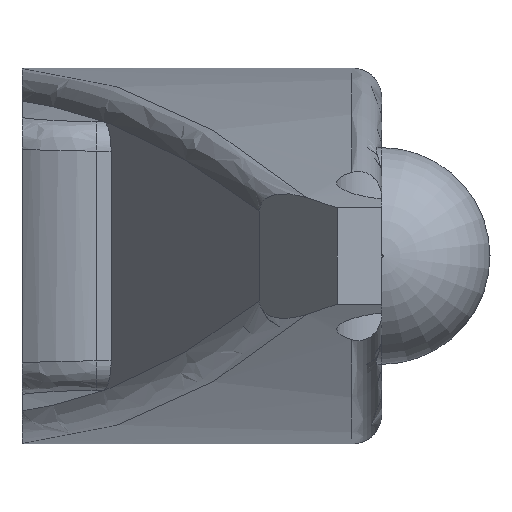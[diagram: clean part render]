
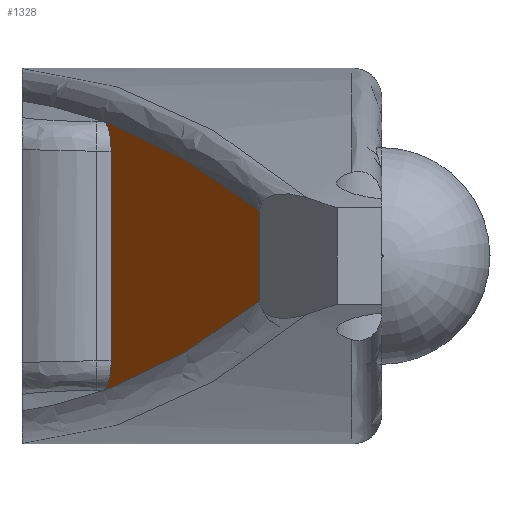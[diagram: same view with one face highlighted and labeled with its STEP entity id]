
A CAD part, left-side view. The second image highlights one B-rep face of the part: STEP entity #1328.
In plain terms, the highlighted planar face has unit normal (-0.27, 0.963, 0).
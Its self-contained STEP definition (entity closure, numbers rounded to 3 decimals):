
#139 = EDGE_CURVE ( 'NONE', #1982, #1088, #528, .T. ) ;
#149 = CARTESIAN_POINT ( 'NONE',  ( -33.918, 5.76, 16.658 ) ) ;
#206 = VERTEX_POINT ( 'NONE', #414 ) ;
#364 = CARTESIAN_POINT ( 'NONE',  ( -21.685, 9.196, 18.305 ) ) ;
#391 = CARTESIAN_POINT ( 'NONE',  ( -21.99, 9.11, 10.303 ) ) ;
#414 = CARTESIAN_POINT ( 'NONE',  ( -21.99, 9.11, 18.272 ) ) ;
#427 = LINE ( 'NONE', #1698, #1655 ) ;
#428 = EDGE_CURVE ( 'NONE', #908, #1999, #1888, .T. ) ;
#439 = DIRECTION ( 'NONE',  ( 0., 0., -1. ) ) ;
#445 = CARTESIAN_POINT ( 'NONE',  ( -21.99, 9.11, 9.401 ) ) ;
#451 = ORIENTED_EDGE ( 'NONE', *, *, #2246, .F. ) ;
#458 = B_SPLINE_CURVE_WITH_KNOTS ( 'NONE', 3,
 ( #2103, #1013, #2130, #1537 ),
 .UNSPECIFIED., .F., .F.,
 ( 4, 4 ),
 ( 0., 0.111 ),
 .UNSPECIFIED. ) ;
#467 = VERTEX_POINT ( 'NONE', #2310 ) ;
#528 =( BOUNDED_CURVE ( )  B_SPLINE_CURVE ( 3, ( #2263, #2045, #1527, #2284 ),
 .UNSPECIFIED., .F., .F. ) 
 B_SPLINE_CURVE_WITH_KNOTS ( ( 4, 4 ),
 ( 1.671, 3.142 ),
 .UNSPECIFIED. ) 
 CURVE ( )  GEOMETRIC_REPRESENTATION_ITEM ( )  RATIONAL_B_SPLINE_CURVE ( ( 1., 0.828, 0.828, 1. ) ) 
 REPRESENTATION_ITEM ( '' )  );
#533 = AXIS2_PLACEMENT_3D ( 'NONE', #1370, #784, #1928 ) ;
#565 = CARTESIAN_POINT ( 'NONE',  ( -21.09, 9.363, 9.308 ) ) ;
#581 = CARTESIAN_POINT ( 'NONE',  ( -21.99, 9.11, 10.303 ) ) ;
#614 = EDGE_LOOP ( 'NONE', ( #1915, #2366, #1031, #843, #2258, #451, #1724, #790 ) ) ;
#629 = CARTESIAN_POINT ( 'NONE',  ( -21.99, 9.11, 0. ) ) ;
#645 = CARTESIAN_POINT ( 'NONE',  ( -39.793, 4.11, 15.347 ) ) ;
#654 = EDGE_CURVE ( 'NONE', #1003, #1764, #427, .T. ) ;
#781 = CARTESIAN_POINT ( 'NONE',  ( -21.385, 9.28, 18.336 ) ) ;
#784 = DIRECTION ( 'NONE',  ( -0.27, 0.963, 0. ) ) ;
#790 = ORIENTED_EDGE ( 'NONE', *, *, #654, .T. ) ;
#808 = CARTESIAN_POINT ( 'NONE',  ( -27.977, 7.429, 10.039 ) ) ;
#843 = ORIENTED_EDGE ( 'NONE', *, *, #1754, .T. ) ;
#908 = VERTEX_POINT ( 'NONE', #391 ) ;
#920 = CARTESIAN_POINT ( 'NONE',  ( -21.99, 9.11, 18.272 ) ) ;
#1003 = VERTEX_POINT ( 'NONE', #2293 ) ;
#1013 = CARTESIAN_POINT ( 'NONE',  ( -21.685, 9.196, 9.369 ) ) ;
#1019 = CARTESIAN_POINT ( 'NONE',  ( -21.09, 9.363, 18.366 ) ) ;
#1031 = ORIENTED_EDGE ( 'NONE', *, *, #139, .T. ) ;
#1088 = VERTEX_POINT ( 'NONE', #2364 ) ;
#1153 = DIRECTION ( 'NONE',  ( 0., 0., 1. ) ) ;
#1227 = EDGE_CURVE ( 'NONE', #1764, #206, #1877, .T. ) ;
#1328 = ADVANCED_FACE ( 'NONE', ( #1658 ), #1549, .T. ) ;
#1370 = CARTESIAN_POINT ( 'NONE',  ( -3.98, 14.169, 7.507 ) ) ;
#1446 = CARTESIAN_POINT ( 'NONE',  ( -39.793, 4.11, 15.347 ) ) ;
#1460 =( BOUNDED_CURVE ( )  B_SPLINE_CURVE ( 3, ( #445, #808, #1573, #2358 ),
 .UNSPECIFIED., .F., .F. ) 
 B_SPLINE_CURVE_WITH_KNOTS ( ( 4, 4 ),
 ( 4.819, 4.932 ),
 .UNSPECIFIED. ) 
 CURVE ( )  GEOMETRIC_REPRESENTATION_ITEM ( )  RATIONAL_B_SPLINE_CURVE ( ( 1., 0.999, 0.999, 1. ) ) 
 REPRESENTATION_ITEM ( '' )  );
#1527 = CARTESIAN_POINT ( 'NONE',  ( -21.99, 9.11, 17.911 ) ) ;
#1537 = CARTESIAN_POINT ( 'NONE',  ( -21.09, 9.363, 9.308 ) ) ;
#1549 = PLANE ( 'NONE',  #533 ) ;
#1573 = CARTESIAN_POINT ( 'NONE',  ( -33.918, 5.76, 11.015 ) ) ;
#1655 = VECTOR ( 'NONE', #1153, 1000. ) ;
#1658 = FACE_OUTER_BOUND ( 'NONE', #614, .T. ) ;
#1688 = CARTESIAN_POINT ( 'NONE',  ( -21.99, 9.11, 9.763 ) ) ;
#1698 = CARTESIAN_POINT ( 'NONE',  ( -39.793, 4.11, 7.507 ) ) ;
#1724 = ORIENTED_EDGE ( 'NONE', *, *, #2016, .T. ) ;
#1754 = EDGE_CURVE ( 'NONE', #1088, #908, #2328, .T. ) ;
#1756 = CARTESIAN_POINT ( 'NONE',  ( -21.09, 9.363, 9.308 ) ) ;
#1764 = VERTEX_POINT ( 'NONE', #645 ) ;
#1877 =( BOUNDED_CURVE ( )  B_SPLINE_CURVE ( 3, ( #1446, #149, #2039, #920 ),
 .UNSPECIFIED., .F., .F. ) 
 B_SPLINE_CURVE_WITH_KNOTS ( ( 4, 4 ),
 ( 1.351, 1.465 ),
 .UNSPECIFIED. ) 
 CURVE ( )  GEOMETRIC_REPRESENTATION_ITEM ( )  RATIONAL_B_SPLINE_CURVE ( ( 1., 0.999, 0.999, 1. ) ) 
 REPRESENTATION_ITEM ( '' )  );
#1888 =( BOUNDED_CURVE ( )  B_SPLINE_CURVE ( 3, ( #581, #1688, #2435, #565 ),
 .UNSPECIFIED., .F., .T. ) 
 B_SPLINE_CURVE_WITH_KNOTS ( ( 4, 4 ),
 ( 3.142, 4.612 ),
 .UNSPECIFIED. ) 
 CURVE ( )  GEOMETRIC_REPRESENTATION_ITEM ( )  RATIONAL_B_SPLINE_CURVE ( ( 1., 0.828, 0.828, 1. ) ) 
 REPRESENTATION_ITEM ( '' )  );
#1897 = B_SPLINE_CURVE_WITH_KNOTS ( 'NONE', 3,
 ( #2056, #781, #364, #2082 ),
 .UNSPECIFIED., .F., .F.,
 ( 4, 4 ),
 ( 0.889, 1. ),
 .UNSPECIFIED. ) ;
#1902 = EDGE_CURVE ( 'NONE', #1982, #206, #1897, .T. ) ;
#1915 = ORIENTED_EDGE ( 'NONE', *, *, #1227, .T. ) ;
#1928 = DIRECTION ( 'NONE',  ( -0.963, -0.27, 0. ) ) ;
#1982 = VERTEX_POINT ( 'NONE', #1019 ) ;
#1999 = VERTEX_POINT ( 'NONE', #1756 ) ;
#2016 = EDGE_CURVE ( 'NONE', #467, #1003, #1460, .T. ) ;
#2039 = CARTESIAN_POINT ( 'NONE',  ( -27.977, 7.429, 17.635 ) ) ;
#2045 = CARTESIAN_POINT ( 'NONE',  ( -21.628, 9.212, 18.312 ) ) ;
#2056 = CARTESIAN_POINT ( 'NONE',  ( -21.09, 9.363, 18.366 ) ) ;
#2082 = CARTESIAN_POINT ( 'NONE',  ( -21.99, 9.11, 18.272 ) ) ;
#2103 = CARTESIAN_POINT ( 'NONE',  ( -21.99, 9.11, 9.401 ) ) ;
#2130 = CARTESIAN_POINT ( 'NONE',  ( -21.385, 9.28, 9.338 ) ) ;
#2228 = VECTOR ( 'NONE', #439, 1000. ) ;
#2246 = EDGE_CURVE ( 'NONE', #467, #1999, #458, .T. ) ;
#2258 = ORIENTED_EDGE ( 'NONE', *, *, #428, .T. ) ;
#2263 = CARTESIAN_POINT ( 'NONE',  ( -21.09, 9.363, 18.366 ) ) ;
#2284 = CARTESIAN_POINT ( 'NONE',  ( -21.99, 9.11, 17.371 ) ) ;
#2293 = CARTESIAN_POINT ( 'NONE',  ( -39.793, 4.11, 12.327 ) ) ;
#2310 = CARTESIAN_POINT ( 'NONE',  ( -21.99, 9.11, 9.401 ) ) ;
#2328 = LINE ( 'NONE', #629, #2228 ) ;
#2358 = CARTESIAN_POINT ( 'NONE',  ( -39.793, 4.11, 12.327 ) ) ;
#2364 = CARTESIAN_POINT ( 'NONE',  ( -21.99, 9.11, 17.371 ) ) ;
#2366 = ORIENTED_EDGE ( 'NONE', *, *, #1902, .F. ) ;
#2435 = CARTESIAN_POINT ( 'NONE',  ( -21.628, 9.212, 9.362 ) ) ;
